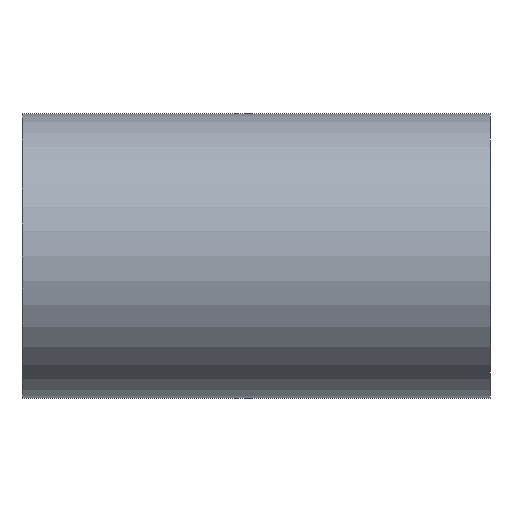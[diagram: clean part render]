
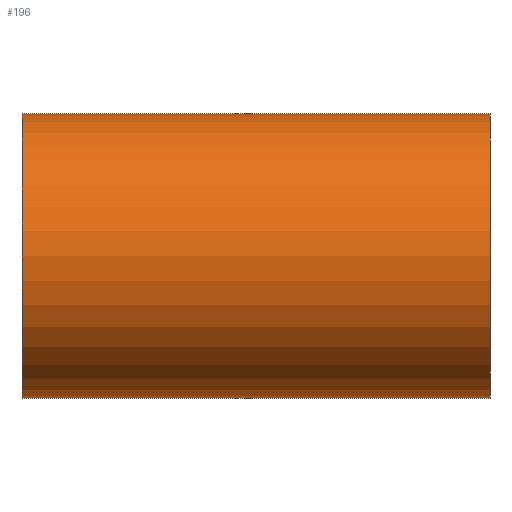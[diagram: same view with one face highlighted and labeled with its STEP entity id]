
A CAD part, front view. The second image highlights one B-rep face of the part: STEP entity #196.
In plain terms, the highlighted cylindrical face has radius 32.5 mm (diameter 65 mm), a partial arc.
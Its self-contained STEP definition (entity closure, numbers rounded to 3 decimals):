
#126 = VERTEX_POINT( '', #337 );
#156 = VERTEX_POINT( '', #370 );
#166 = EDGE_CURVE( '', #210, #126, #380, .T. );
#196 = ADVANCED_FACE( '', ( #415 ), #416, .T. );
#200 = VERTEX_POINT( '', #420 );
#210 = VERTEX_POINT( '', #432 );
#254 = EDGE_CURVE( '', #156, #126, #483, .T. );
#278 = EDGE_CURVE( '', #200, #156, #510, .T. );
#286 = EDGE_CURVE( '', #210, #200, #518, .T. );
#337 = CARTESIAN_POINT( '', ( -83., 0., -32.5 ) );
#370 = CARTESIAN_POINT( '', ( 24., 0., -32.5 ) );
#380 = CIRCLE( '', #681, 32.5 );
#415 = FACE_OUTER_BOUND( '', #784, .T. );
#416 = CYLINDRICAL_SURFACE( '', #785, 32.5 );
#420 = CARTESIAN_POINT( '', ( 24., 0., 32.5 ) );
#432 = CARTESIAN_POINT( '', ( -83., 0., 32.5 ) );
#483 = LINE( '', #907, #908 );
#510 = CIRCLE( '', #972, 32.5 );
#518 = LINE( '', #983, #984 );
#681 = AXIS2_PLACEMENT_3D( '', #1101, #1102, #1103 );
#784 = EDGE_LOOP( '', ( #1159, #1160, #1161, #1162 ) );
#785 = AXIS2_PLACEMENT_3D( '', #1163, #1164, #1165 );
#907 = CARTESIAN_POINT( '', ( 24., 0., -32.5 ) );
#908 = VECTOR( '', #1223, 1. );
#972 = AXIS2_PLACEMENT_3D( '', #1264, #1265, #1266 );
#983 = CARTESIAN_POINT( '', ( 24., 0., 32.5 ) );
#984 = VECTOR( '', #1273, 1. );
#1101 = CARTESIAN_POINT( '', ( -83., 0., 0. ) );
#1102 = DIRECTION( '', ( 1., 0., 0. ) );
#1103 = DIRECTION( '', ( 0., 0., -1. ) );
#1159 = ORIENTED_EDGE( '', *, *, #254, .F. );
#1160 = ORIENTED_EDGE( '', *, *, #278, .F. );
#1161 = ORIENTED_EDGE( '', *, *, #286, .F. );
#1162 = ORIENTED_EDGE( '', *, *, #166, .T. );
#1163 = CARTESIAN_POINT( '', ( 24., 0., 0. ) );
#1164 = DIRECTION( '', ( 1., 0., 0. ) );
#1165 = DIRECTION( '', ( 0., 0., -1. ) );
#1223 = DIRECTION( '', ( -1., 0., 0. ) );
#1264 = CARTESIAN_POINT( '', ( 24., 0., 0. ) );
#1265 = DIRECTION( '', ( 1., 0., 0. ) );
#1266 = DIRECTION( '', ( 0., 0., -1. ) );
#1273 = DIRECTION( '', ( 1., 0., 0. ) );
